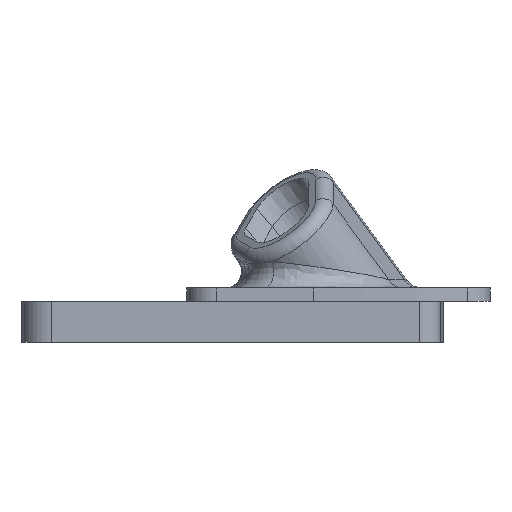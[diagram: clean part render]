
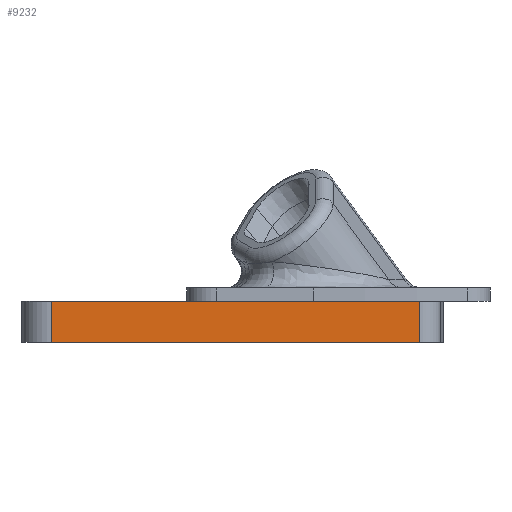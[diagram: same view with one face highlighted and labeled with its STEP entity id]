
A CAD part, left-side view. The second image highlights one B-rep face of the part: STEP entity #9232.
In plain terms, the highlighted planar face has unit normal (-1, 0, 0).
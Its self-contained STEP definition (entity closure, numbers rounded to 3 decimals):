
#4725 = PLANE('',#4726);
#4726 = AXIS2_PLACEMENT_3D('',#4727,#4728,#4729);
#4727 = CARTESIAN_POINT('',(0.,0.,-1.6));
#4728 = DIRECTION('',(0.,0.,1.));
#4729 = DIRECTION('',(1.,0.,0.));
#5188 = VERTEX_POINT('',#5189);
#5189 = CARTESIAN_POINT('',(-72.8,18.4,-1.6));
#5203 = PLANE('',#5204);
#5204 = AXIS2_PLACEMENT_3D('',#5205,#5206,#5207);
#5205 = CARTESIAN_POINT('',(0.,12.8,-1.6));
#5206 = DIRECTION('',(0.,0.,-1.));
#5207 = DIRECTION('',(-1.,0.,0.));
#7607 = EDGE_CURVE('',#5188,#7608,#7610,.T.);
#7608 = VERTEX_POINT('',#7609);
#7609 = CARTESIAN_POINT('',(-72.8,-9.8,-1.6));
#7610 = SURFACE_CURVE('',#7611,(#7615,#7622),.PCURVE_S1.);
#7611 = LINE('',#7612,#7613);
#7612 = CARTESIAN_POINT('',(-72.8,-4.9,-1.6));
#7613 = VECTOR('',#7614,1.);
#7614 = DIRECTION('',(0.,-1.,0.));
#7615 = PCURVE('',#4725,#7616);
#7616 = DEFINITIONAL_REPRESENTATION('',(#7617),#7621);
#7617 = LINE('',#7618,#7619);
#7618 = CARTESIAN_POINT('',(-72.8,-4.9));
#7619 = VECTOR('',#7620,1.);
#7620 = DIRECTION('',(0.,-1.));
#7621 = ( GEOMETRIC_REPRESENTATION_CONTEXT(2) 
PARAMETRIC_REPRESENTATION_CONTEXT() REPRESENTATION_CONTEXT('2D SPACE',''
  ) );
#7622 = PCURVE('',#7623,#7628);
#7623 = PLANE('',#7624);
#7624 = AXIS2_PLACEMENT_3D('',#7625,#7626,#7627);
#7625 = CARTESIAN_POINT('',(-72.8,-9.8,-1.6));
#7626 = DIRECTION('',(-1.,0.,0.));
#7627 = DIRECTION('',(0.,1.,0.));
#7628 = DEFINITIONAL_REPRESENTATION('',(#7629),#7633);
#7629 = LINE('',#7630,#7631);
#7630 = CARTESIAN_POINT('',(4.9,0.));
#7631 = VECTOR('',#7632,1.);
#7632 = DIRECTION('',(-1.,0.));
#7633 = ( GEOMETRIC_REPRESENTATION_CONTEXT(2) 
PARAMETRIC_REPRESENTATION_CONTEXT() REPRESENTATION_CONTEXT('2D SPACE',''
  ) );
#7652 = CYLINDRICAL_SURFACE('',#7653,2.6);
#7653 = AXIS2_PLACEMENT_3D('',#7654,#7655,#7656);
#7654 = CARTESIAN_POINT('',(-70.2,-9.8,-1.6));
#7655 = DIRECTION('',(0.,0.,-1.));
#7656 = DIRECTION('',(0.,-1.,0.));
#8178 = VERTEX_POINT('',#8179);
#8179 = CARTESIAN_POINT('',(-72.8,34.8,-1.6));
#8194 = CYLINDRICAL_SURFACE('',#8195,3.6);
#8195 = AXIS2_PLACEMENT_3D('',#8196,#8197,#8198);
#8196 = CARTESIAN_POINT('',(-69.2,34.8,-1.6));
#8197 = DIRECTION('',(0.,0.,-1.));
#8198 = DIRECTION('',(-1.,0.,0.));
#8206 = EDGE_CURVE('',#5188,#8178,#8207,.T.);
#8207 = SURFACE_CURVE('',#8208,(#8212,#8219),.PCURVE_S1.);
#8208 = LINE('',#8209,#8210);
#8209 = CARTESIAN_POINT('',(-72.8,-9.8,-1.6));
#8210 = VECTOR('',#8211,1.);
#8211 = DIRECTION('',(0.,1.,0.));
#8212 = PCURVE('',#5203,#8213);
#8213 = DEFINITIONAL_REPRESENTATION('',(#8214),#8218);
#8214 = LINE('',#8215,#8216);
#8215 = CARTESIAN_POINT('',(72.8,-22.6));
#8216 = VECTOR('',#8217,1.);
#8217 = DIRECTION('',(0.,1.));
#8218 = ( GEOMETRIC_REPRESENTATION_CONTEXT(2) 
PARAMETRIC_REPRESENTATION_CONTEXT() REPRESENTATION_CONTEXT('2D SPACE',''
  ) );
#8219 = PCURVE('',#7623,#8220);
#8220 = DEFINITIONAL_REPRESENTATION('',(#8221),#8225);
#8221 = LINE('',#8222,#8223);
#8222 = CARTESIAN_POINT('',(0.,0.));
#8223 = VECTOR('',#8224,1.);
#8224 = DIRECTION('',(1.,0.));
#8225 = ( GEOMETRIC_REPRESENTATION_CONTEXT(2) 
PARAMETRIC_REPRESENTATION_CONTEXT() REPRESENTATION_CONTEXT('2D SPACE',''
  ) );
#9232 = ADVANCED_FACE('',(#9233),#7623,.T.);
#9233 = FACE_BOUND('',#9234,.T.);
#9234 = EDGE_LOOP('',(#9235,#9236,#9237,#9260,#9288));
#9235 = ORIENTED_EDGE('',*,*,#7607,.F.);
#9236 = ORIENTED_EDGE('',*,*,#8206,.T.);
#9237 = ORIENTED_EDGE('',*,*,#9238,.T.);
#9238 = EDGE_CURVE('',#8178,#9239,#9241,.T.);
#9239 = VERTEX_POINT('',#9240);
#9240 = CARTESIAN_POINT('',(-72.8,34.8,-6.6));
#9241 = SURFACE_CURVE('',#9242,(#9246,#9253),.PCURVE_S1.);
#9242 = LINE('',#9243,#9244);
#9243 = CARTESIAN_POINT('',(-72.8,34.8,-1.6));
#9244 = VECTOR('',#9245,1.);
#9245 = DIRECTION('',(0.,0.,-1.));
#9246 = PCURVE('',#7623,#9247);
#9247 = DEFINITIONAL_REPRESENTATION('',(#9248),#9252);
#9248 = LINE('',#9249,#9250);
#9249 = CARTESIAN_POINT('',(44.6,0.));
#9250 = VECTOR('',#9251,1.);
#9251 = DIRECTION('',(0.,1.));
#9252 = ( GEOMETRIC_REPRESENTATION_CONTEXT(2) 
PARAMETRIC_REPRESENTATION_CONTEXT() REPRESENTATION_CONTEXT('2D SPACE',''
  ) );
#9253 = PCURVE('',#8194,#9254);
#9254 = DEFINITIONAL_REPRESENTATION('',(#9255),#9259);
#9255 = LINE('',#9256,#9257);
#9256 = CARTESIAN_POINT('',(0.,0.));
#9257 = VECTOR('',#9258,1.);
#9258 = DIRECTION('',(0.,1.));
#9259 = ( GEOMETRIC_REPRESENTATION_CONTEXT(2) 
PARAMETRIC_REPRESENTATION_CONTEXT() REPRESENTATION_CONTEXT('2D SPACE',''
  ) );
#9260 = ORIENTED_EDGE('',*,*,#9261,.F.);
#9261 = EDGE_CURVE('',#9262,#9239,#9264,.T.);
#9262 = VERTEX_POINT('',#9263);
#9263 = CARTESIAN_POINT('',(-72.8,-9.8,-6.6));
#9264 = SURFACE_CURVE('',#9265,(#9269,#9276),.PCURVE_S1.);
#9265 = LINE('',#9266,#9267);
#9266 = CARTESIAN_POINT('',(-72.8,-9.8,-6.6));
#9267 = VECTOR('',#9268,1.);
#9268 = DIRECTION('',(0.,1.,0.));
#9269 = PCURVE('',#7623,#9270);
#9270 = DEFINITIONAL_REPRESENTATION('',(#9271),#9275);
#9271 = LINE('',#9272,#9273);
#9272 = CARTESIAN_POINT('',(0.,5.));
#9273 = VECTOR('',#9274,1.);
#9274 = DIRECTION('',(1.,0.));
#9275 = ( GEOMETRIC_REPRESENTATION_CONTEXT(2) 
PARAMETRIC_REPRESENTATION_CONTEXT() REPRESENTATION_CONTEXT('2D SPACE',''
  ) );
#9276 = PCURVE('',#9277,#9282);
#9277 = PLANE('',#9278);
#9278 = AXIS2_PLACEMENT_3D('',#9279,#9280,#9281);
#9279 = CARTESIAN_POINT('',(0.,12.8,-6.6));
#9280 = DIRECTION('',(0.,0.,-1.));
#9281 = DIRECTION('',(-1.,0.,0.));
#9282 = DEFINITIONAL_REPRESENTATION('',(#9283),#9287);
#9283 = LINE('',#9284,#9285);
#9284 = CARTESIAN_POINT('',(72.8,-22.6));
#9285 = VECTOR('',#9286,1.);
#9286 = DIRECTION('',(0.,1.));
#9287 = ( GEOMETRIC_REPRESENTATION_CONTEXT(2) 
PARAMETRIC_REPRESENTATION_CONTEXT() REPRESENTATION_CONTEXT('2D SPACE',''
  ) );
#9288 = ORIENTED_EDGE('',*,*,#9289,.F.);
#9289 = EDGE_CURVE('',#7608,#9262,#9290,.T.);
#9290 = SURFACE_CURVE('',#9291,(#9295,#9302),.PCURVE_S1.);
#9291 = LINE('',#9292,#9293);
#9292 = CARTESIAN_POINT('',(-72.8,-9.8,-1.6));
#9293 = VECTOR('',#9294,1.);
#9294 = DIRECTION('',(0.,0.,-1.));
#9295 = PCURVE('',#7623,#9296);
#9296 = DEFINITIONAL_REPRESENTATION('',(#9297),#9301);
#9297 = LINE('',#9298,#9299);
#9298 = CARTESIAN_POINT('',(0.,0.));
#9299 = VECTOR('',#9300,1.);
#9300 = DIRECTION('',(0.,1.));
#9301 = ( GEOMETRIC_REPRESENTATION_CONTEXT(2) 
PARAMETRIC_REPRESENTATION_CONTEXT() REPRESENTATION_CONTEXT('2D SPACE',''
  ) );
#9302 = PCURVE('',#7652,#9303);
#9303 = DEFINITIONAL_REPRESENTATION('',(#9304),#9308);
#9304 = LINE('',#9305,#9306);
#9305 = CARTESIAN_POINT('',(1.571,0.));
#9306 = VECTOR('',#9307,1.);
#9307 = DIRECTION('',(0.,1.));
#9308 = ( GEOMETRIC_REPRESENTATION_CONTEXT(2) 
PARAMETRIC_REPRESENTATION_CONTEXT() REPRESENTATION_CONTEXT('2D SPACE',''
  ) );
